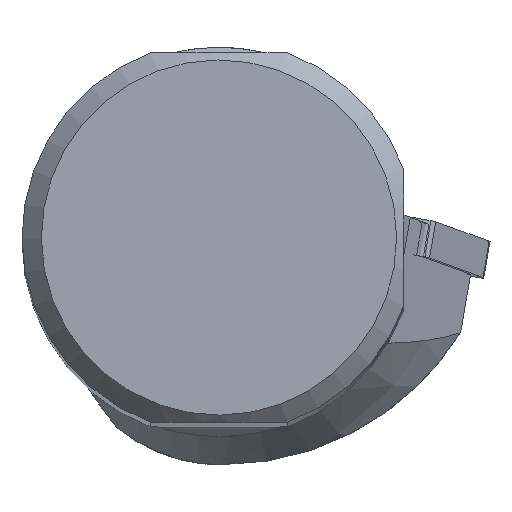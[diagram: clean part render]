
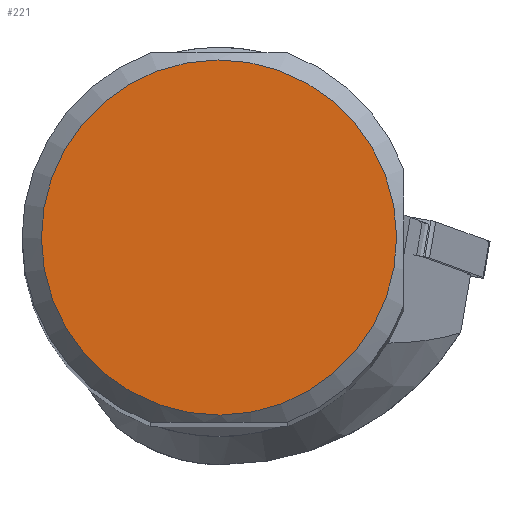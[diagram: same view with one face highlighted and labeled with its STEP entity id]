
A CAD part, top view. The second image highlights one B-rep face of the part: STEP entity #221.
In plain terms, the highlighted planar face has unit normal (0, 0, 1).
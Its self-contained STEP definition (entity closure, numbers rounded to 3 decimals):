
#163=FACE_OUTER_BOUND('',#478,.T.);
#221=ADVANCED_FACE('CU_SU_BP3',(#163),#268,.F.);
#268=PLANE('',#1270);
#478=EDGE_LOOP('',(#650));
#650=ORIENTED_EDGE('',*,*,#1011,.T.);
#894=VERTEX_POINT('',#1973);
#1011=EDGE_CURVE('',#894,#894,#1103,.T.);
#1103=CIRCLE('',#1263,22.888);
#1263=AXIS2_PLACEMENT_3D('',#1972,#1491,#1492);
#1270=AXIS2_PLACEMENT_3D('',#2020,#1507,#1508);
#1491=DIRECTION('',(0.,0.,1.));
#1492=DIRECTION('',(-0.986,0.168,0.));
#1507=DIRECTION('',(0.,0.,-1.));
#1508=DIRECTION('',(-0.986,0.168,0.));
#1972=CARTESIAN_POINT('',(0.,0.,
0.));
#1973=CARTESIAN_POINT('',(-22.562,3.849,0.));
#2020=CARTESIAN_POINT('',(-25.387,0.,0.));
